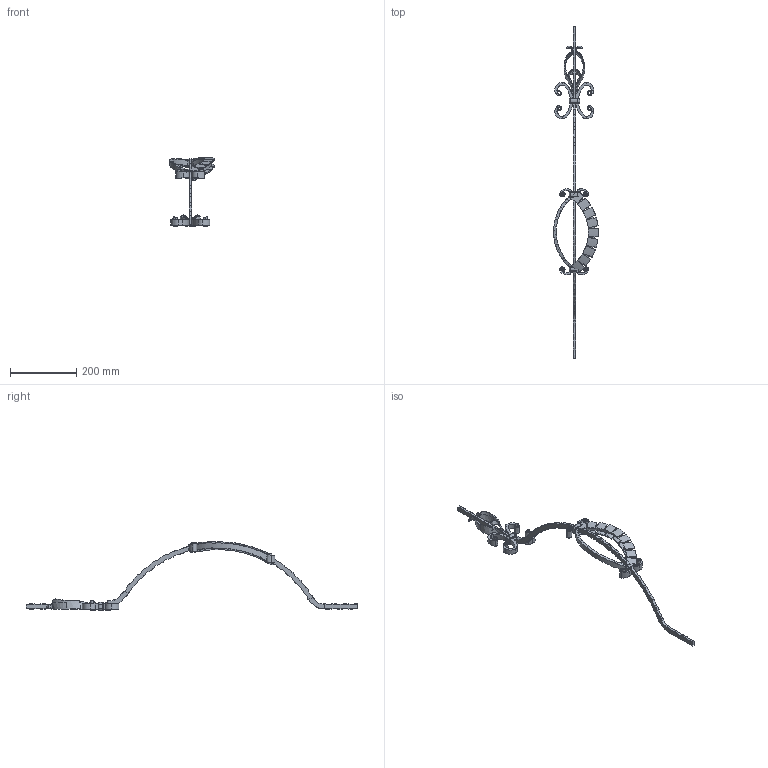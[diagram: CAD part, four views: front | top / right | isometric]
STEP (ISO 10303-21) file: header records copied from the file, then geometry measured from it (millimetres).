
FILE_DESCRIPTION (( 'STEP AP203' ), '1' );
FILE_NAME ('1760.STEP', '2023-02-16T13:37:05', ( '' ), ( '' ), 'SwSTEP 2.0', 'SolidWorks 2018', '' );
FILE_SCHEMA (( 'CONFIG_CONTROL_DESIGN' ));
Length unit declared in the file: millimetre
Products named in the file (1): 1760
Bounding box: 135 x 1000 x 207.3 mm (x, y, z)
Volume: 386079.2 mm3; surface area: 191427.9 mm2
Topology: 29 solids, 29 shells, 1407 faces, 3540 edges, 2204 vertices
Faces by surface type: plane 514, cylinder 420, bspline 283, cone 106, torus 84
Entity records: 73684 total; most frequent: CARTESIAN_POINT 42608, ORIENTED_EDGE 7080, DIRECTION 5490, EDGE_CURVE 3540, VERTEX_POINT 2204, AXIS2_PLACEMENT_3D 1963, LINE 1564, VECTOR 1564
